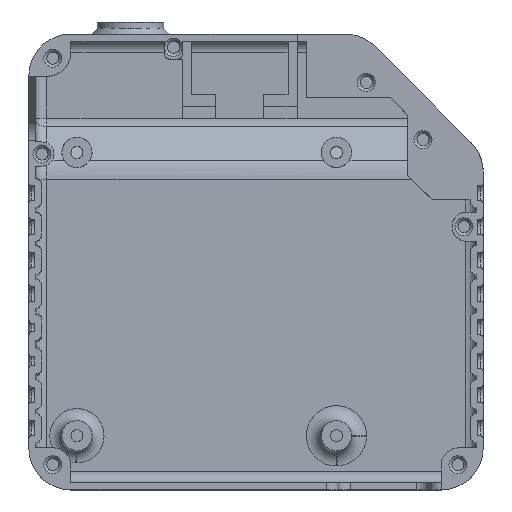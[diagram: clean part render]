
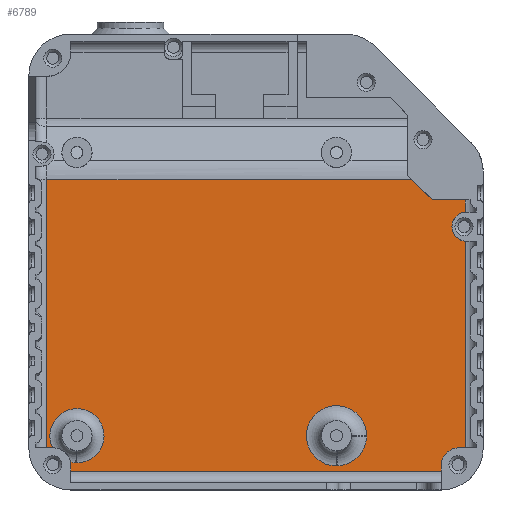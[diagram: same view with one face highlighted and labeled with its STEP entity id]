
A CAD part, top view. The second image highlights one B-rep face of the part: STEP entity #6789.
In plain terms, the highlighted planar face has unit normal (0, 0, 1).
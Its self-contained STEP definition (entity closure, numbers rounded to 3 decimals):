
#167=FACE_BOUND('',#781,.T.);
#190=PLANE('',#7265);
#375=FACE_OUTER_BOUND('',#780,.T.);
#780=EDGE_LOOP('',(#4697,#4698,#4699,#4700,#4701,#4702,#4703,#4704,#4705,
#4706,#4707,#4708,#4709,#4710,#4711,#4712,#4713,#4714));
#781=EDGE_LOOP('',(#4715,#4716,#4717,#4718,#4719));
#1268=LINE('',#10575,#1854);
#1271=LINE('',#10614,#1857);
#1272=LINE('',#10628,#1858);
#1280=LINE('',#10654,#1866);
#1281=LINE('',#10656,#1867);
#1282=LINE('',#10658,#1868);
#1283=LINE('',#10662,#1869);
#1284=LINE('',#10664,#1870);
#1285=LINE('',#10670,#1871);
#1286=LINE('',#10672,#1872);
#1287=LINE('',#10674,#1873);
#1288=LINE('',#10676,#1874);
#1289=LINE('',#10678,#1875);
#1290=LINE('',#10680,#1876);
#1291=LINE('',#10683,#1877);
#1854=VECTOR('',#8237,10.);
#1857=VECTOR('',#8250,10.);
#1858=VECTOR('',#8253,10.);
#1866=VECTOR('',#8281,10.);
#1867=VECTOR('',#8282,10.);
#1868=VECTOR('',#8283,10.);
#1869=VECTOR('',#8286,10.);
#1870=VECTOR('',#8287,10.);
#1871=VECTOR('',#8292,10.);
#1872=VECTOR('',#8293,10.);
#1873=VECTOR('',#8294,10.);
#1874=VECTOR('',#8295,10.);
#1875=VECTOR('',#8296,10.);
#1876=VECTOR('',#8297,10.);
#1877=VECTOR('',#8300,10.);
#2395=CIRCLE('',#7254,5.);
#2398=CIRCLE('',#7260,5.);
#2400=CIRCLE('',#7266,4.5);
#2401=CIRCLE('',#7267,3.);
#2402=CIRCLE('',#7268,3.);
#2403=CIRCLE('',#7269,2.5);
#2404=CIRCLE('',#7270,2.5);
#2405=CIRCLE('',#7271,4.5);
#2888=VERTEX_POINT('',#10527);
#2889=VERTEX_POINT('',#10574);
#2891=VERTEX_POINT('',#10580);
#2892=VERTEX_POINT('',#10581);
#2896=VERTEX_POINT('',#10613);
#2901=VERTEX_POINT('',#10648);
#2902=VERTEX_POINT('',#10649);
#2903=VERTEX_POINT('',#10651);
#2904=VERTEX_POINT('',#10653);
#2905=VERTEX_POINT('',#10655);
#2906=VERTEX_POINT('',#10657);
#2907=VERTEX_POINT('',#10659);
#2908=VERTEX_POINT('',#10661);
#2909=VERTEX_POINT('',#10663);
#2910=VERTEX_POINT('',#10665);
#2911=VERTEX_POINT('',#10667);
#2912=VERTEX_POINT('',#10669);
#2913=VERTEX_POINT('',#10671);
#2914=VERTEX_POINT('',#10673);
#2915=VERTEX_POINT('',#10675);
#2916=VERTEX_POINT('',#10677);
#2917=VERTEX_POINT('',#10679);
#2918=VERTEX_POINT('',#10681);
#3578=EDGE_CURVE('',#2888,#2889,#1268,.T.);
#3581=EDGE_CURVE('',#2891,#2892,#2395,.T.);
#3586=EDGE_CURVE('',#2892,#2896,#1271,.T.);
#3588=EDGE_CURVE('',#2889,#2891,#1272,.T.);
#3591=EDGE_CURVE('',#2896,#2888,#2398,.T.);
#3599=EDGE_CURVE('',#2901,#2902,#2400,.T.);
#3600=EDGE_CURVE('',#2901,#2903,#2401,.T.);
#3601=EDGE_CURVE('',#2903,#2904,#1280,.T.);
#3602=EDGE_CURVE('',#2904,#2905,#1281,.T.);
#3603=EDGE_CURVE('',#2905,#2906,#1282,.T.);
#3604=EDGE_CURVE('',#2906,#2907,#2402,.T.);
#3605=EDGE_CURVE('',#2907,#2908,#1283,.T.);
#3606=EDGE_CURVE('',#2908,#2909,#1284,.T.);
#3607=EDGE_CURVE('',#2909,#2910,#2403,.T.);
#3608=EDGE_CURVE('',#2910,#2911,#2404,.T.);
#3609=EDGE_CURVE('',#2911,#2912,#1285,.T.);
#3610=EDGE_CURVE('',#2912,#2913,#1286,.T.);
#3611=EDGE_CURVE('',#2914,#2913,#1287,.F.);
#3612=EDGE_CURVE('',#2914,#2915,#1288,.T.);
#3613=EDGE_CURVE('',#2915,#2916,#1289,.T.);
#3614=EDGE_CURVE('',#2916,#2917,#1290,.T.);
#3615=EDGE_CURVE('',#2918,#2917,#2405,.T.);
#3616=EDGE_CURVE('',#2902,#2918,#1291,.T.);
#4697=ORIENTED_EDGE('',*,*,#3599,.F.);
#4698=ORIENTED_EDGE('',*,*,#3600,.T.);
#4699=ORIENTED_EDGE('',*,*,#3601,.T.);
#4700=ORIENTED_EDGE('',*,*,#3602,.T.);
#4701=ORIENTED_EDGE('',*,*,#3603,.T.);
#4702=ORIENTED_EDGE('',*,*,#3604,.T.);
#4703=ORIENTED_EDGE('',*,*,#3605,.T.);
#4704=ORIENTED_EDGE('',*,*,#3606,.T.);
#4705=ORIENTED_EDGE('',*,*,#3607,.T.);
#4706=ORIENTED_EDGE('',*,*,#3608,.T.);
#4707=ORIENTED_EDGE('',*,*,#3609,.T.);
#4708=ORIENTED_EDGE('',*,*,#3610,.T.);
#4709=ORIENTED_EDGE('',*,*,#3611,.F.);
#4710=ORIENTED_EDGE('',*,*,#3612,.T.);
#4711=ORIENTED_EDGE('',*,*,#3613,.T.);
#4712=ORIENTED_EDGE('',*,*,#3614,.T.);
#4713=ORIENTED_EDGE('',*,*,#3615,.F.);
#4714=ORIENTED_EDGE('',*,*,#3616,.F.);
#4715=ORIENTED_EDGE('',*,*,#3581,.F.);
#4716=ORIENTED_EDGE('',*,*,#3588,.F.);
#4717=ORIENTED_EDGE('',*,*,#3578,.F.);
#4718=ORIENTED_EDGE('',*,*,#3591,.F.);
#4719=ORIENTED_EDGE('',*,*,#3586,.F.);
#6789=ADVANCED_FACE('',(#375,#167),#190,.F.);
#7254=AXIS2_PLACEMENT_3D('',#10582,#8243,#8244);
#7260=AXIS2_PLACEMENT_3D('',#10632,#8259,#8260);
#7265=AXIS2_PLACEMENT_3D('',#10647,#8275,#8276);
#7266=AXIS2_PLACEMENT_3D('',#10650,#8277,#8278);
#7267=AXIS2_PLACEMENT_3D('',#10652,#8279,#8280);
#7268=AXIS2_PLACEMENT_3D('',#10660,#8284,#8285);
#7269=AXIS2_PLACEMENT_3D('',#10666,#8288,#8289);
#7270=AXIS2_PLACEMENT_3D('',#10668,#8290,#8291);
#7271=AXIS2_PLACEMENT_3D('',#10682,#8298,#8299);
#8237=DIRECTION('',(1.,0.,0.));
#8243=DIRECTION('center_axis',(0.,0.,1.));
#8244=DIRECTION('ref_axis',(0.706,-0.708,0.));
#8250=DIRECTION('',(0.023,1.,0.));
#8253=DIRECTION('',(1.,0.02,0.));
#8259=DIRECTION('center_axis',(0.,0.,1.));
#8260=DIRECTION('ref_axis',(-0.703,0.712,0.));
#8275=DIRECTION('center_axis',(0.,0.,-1.));
#8276=DIRECTION('ref_axis',(-1.,0.,0.));
#8277=DIRECTION('center_axis',(0.,0.,1.));
#8278=DIRECTION('ref_axis',(0.023,1.,0.));
#8279=DIRECTION('center_axis',(0.,0.,-1.));
#8280=DIRECTION('ref_axis',(1.,0.,0.));
#8281=DIRECTION('',(0.,-1.,0.));
#8282=DIRECTION('',(1.,0.,0.));
#8283=DIRECTION('',(0.,1.,0.));
#8284=DIRECTION('center_axis',(0.,0.,-1.));
#8285=DIRECTION('ref_axis',(0.,1.,0.));
#8286=DIRECTION('',(1.,0.,0.));
#8287=DIRECTION('',(0.,1.,0.));
#8288=DIRECTION('center_axis',(0.,0.,-1.));
#8289=DIRECTION('ref_axis',(-1.,0.,0.));
#8290=DIRECTION('center_axis',(0.,0.,-1.));
#8291=DIRECTION('ref_axis',(0.,1.,0.));
#8292=DIRECTION('',(0.,1.,0.));
#8293=DIRECTION('',(-1.,0.,0.));
#8294=DIRECTION('',(-0.707,0.707,0.));
#8295=DIRECTION('',(-1.,0.,0.));
#8296=DIRECTION('',(0.,-1.,0.));
#8297=DIRECTION('',(1.,0.,0.));
#8298=DIRECTION('center_axis',(0.,0.,1.));
#8299=DIRECTION('ref_axis',(0.023,1.,0.));
#8300=DIRECTION('',(1.,-0.023,0.));
#10527=CARTESIAN_POINT('',(13.306,-40.916,-19.3));
#10574=CARTESIAN_POINT('',(13.379,-40.916,-19.3));
#10575=CARTESIAN_POINT('',(6.677,-40.916,-19.3));
#10580=CARTESIAN_POINT('',(13.538,-40.913,-19.3));
#10581=CARTESIAN_POINT('',(18.35,-36.112,-19.3));
#10582=CARTESIAN_POINT('Origin',(13.353,-35.916,-19.3));
#10613=CARTESIAN_POINT('',(18.353,-35.949,-19.3));
#10614=CARTESIAN_POINT('',(18.678,-21.753,-19.3));
#10628=CARTESIAN_POINT('',(7.1,-41.043,-19.3));
#10632=CARTESIAN_POINT('Origin',(13.353,-35.916,-19.3));
#10647=CARTESIAN_POINT('Origin',(0.,-7.098,-19.3));
#10648=CARTESIAN_POINT('',(-30.777,-40.288,-19.3));
#10649=CARTESIAN_POINT('',(-29.888,-40.413,-19.3));
#10650=CARTESIAN_POINT('Origin',(-29.71,-35.916,-19.3));
#10651=CARTESIAN_POINT('',(-30.711,-40.916,-19.3));
#10652=CARTESIAN_POINT('Origin',(-33.711,-40.916,-19.3));
#10653=CARTESIAN_POINT('',(-30.711,-41.916,-19.3));
#10654=CARTESIAN_POINT('',(-30.711,-24.007,-19.3));
#10655=CARTESIAN_POINT('',(30.711,-41.916,-19.3));
#10656=CARTESIAN_POINT('',(18.855,-41.916,-19.3));
#10657=CARTESIAN_POINT('',(30.711,-40.916,-19.3));
#10658=CARTESIAN_POINT('',(30.711,-25.407,-19.3));
#10659=CARTESIAN_POINT('',(33.711,-37.916,-19.3));
#10660=CARTESIAN_POINT('Origin',(33.711,-40.916,-19.3));
#10661=CARTESIAN_POINT('',(34.711,-37.916,-19.3));
#10662=CARTESIAN_POINT('',(16.855,-37.916,-19.3));
#10663=CARTESIAN_POINT('',(34.711,-3.653,-19.3));
#10664=CARTESIAN_POINT('',(34.711,11.811,-19.3));
#10665=CARTESIAN_POINT('',(32.511,-1.237,-19.3));
#10666=CARTESIAN_POINT('Origin',(35.011,-1.171,-19.3));
#10667=CARTESIAN_POINT('',(34.711,1.178,-19.3));
#10668=CARTESIAN_POINT('Origin',(35.011,-1.304,-19.3));
#10669=CARTESIAN_POINT('',(34.711,3.22,-19.3));
#10670=CARTESIAN_POINT('',(34.711,11.811,-19.3));
#10671=CARTESIAN_POINT('',(29.211,3.219,-19.3));
#10672=CARTESIAN_POINT('',(18.021,3.219,-19.3));
#10673=CARTESIAN_POINT('',(25.844,6.586,-19.3));
#10674=CARTESIAN_POINT('',(23.487,8.943,-19.3));
#10675=CARTESIAN_POINT('',(-34.711,6.586,-19.3));
#10676=CARTESIAN_POINT('',(-18.855,6.586,-19.3));
#10677=CARTESIAN_POINT('',(-34.711,-37.916,-19.3));
#10678=CARTESIAN_POINT('',(-34.711,-26.007,-19.3));
#10679=CARTESIAN_POINT('',(-33.741,-37.916,-19.3));
#10680=CARTESIAN_POINT('',(-18.255,-37.916,-19.3));
#10681=CARTESIAN_POINT('',(-29.737,-40.416,-19.3));
#10682=CARTESIAN_POINT('Origin',(-29.71,-35.916,-19.3));
#10683=CARTESIAN_POINT('',(-15.267,-40.747,-19.3));
